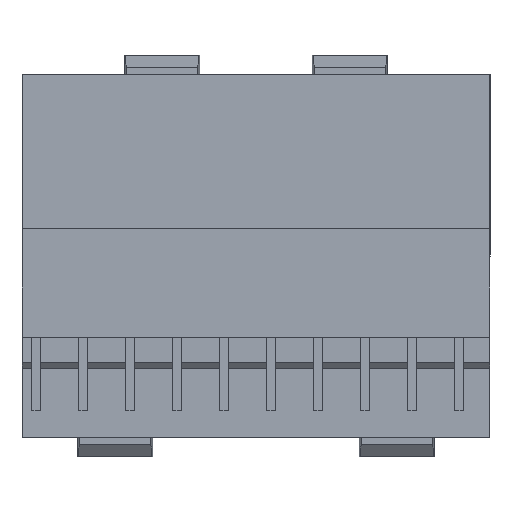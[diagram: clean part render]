
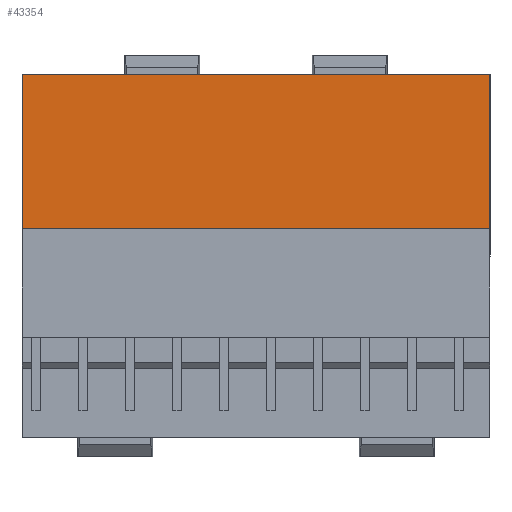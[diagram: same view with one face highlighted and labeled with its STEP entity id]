
A CAD part, left-side view. The second image highlights one B-rep face of the part: STEP entity #43354.
In plain terms, the highlighted planar face has unit normal (-1, 0, 0).
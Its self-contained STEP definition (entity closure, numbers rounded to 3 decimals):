
#41552=CARTESIAN_POINT('',(-9.765,12.45,7.45));
#41553=VERTEX_POINT('',#41552);
#41570=CARTESIAN_POINT('',(-9.765,-12.45,7.45));
#41571=VERTEX_POINT('',#41570);
#41578=CARTESIAN_POINT('',(-9.765,-12.45,7.45));
#41579=DIRECTION('',(0.0,1.0,0.0));
#41580=VECTOR('',#41579,24.9);
#41581=LINE('',#41578,#41580);
#41582=EDGE_CURVE('',#41571,#41553,#41581,.T.);
#43247=CARTESIAN_POINT('',(-9.765,12.45,15.67));
#43248=VERTEX_POINT('',#43247);
#43255=CARTESIAN_POINT('',(-9.765,-12.45,15.67));
#43256=VERTEX_POINT('',#43255);
#43257=CARTESIAN_POINT('',(-9.765,-12.45,15.67));
#43258=DIRECTION('',(0.0,1.0,0.0));
#43259=VECTOR('',#43258,24.9);
#43260=LINE('',#43257,#43259);
#43261=EDGE_CURVE('',#43256,#43248,#43260,.T.);
#43333=CARTESIAN_POINT('',(-9.765,-12.45,15.67));
#43334=DIRECTION('',(-1.0,0.0,0.0));
#43335=DIRECTION('',(0.0,0.0,1.0));
#43336=AXIS2_PLACEMENT_3D('',#43333,#43334,#43335);
#43337=PLANE('',#43336);
#43338=CARTESIAN_POINT('',(-9.765,12.45,15.67));
#43339=DIRECTION('',(0.0,0.0,-1.0));
#43340=VECTOR('',#43339,8.22);
#43341=LINE('',#43338,#43340);
#43342=EDGE_CURVE('',#43248,#41553,#43341,.T.);
#43343=ORIENTED_EDGE('',*,*,#43342,.T.);
#43344=ORIENTED_EDGE('',*,*,#41582,.F.);
#43345=CARTESIAN_POINT('',(-9.765,-12.45,15.67));
#43346=DIRECTION('',(0.0,0.0,-1.0));
#43347=VECTOR('',#43346,8.22);
#43348=LINE('',#43345,#43347);
#43349=EDGE_CURVE('',#43256,#41571,#43348,.T.);
#43350=ORIENTED_EDGE('',*,*,#43349,.F.);
#43351=ORIENTED_EDGE('',*,*,#43261,.T.);
#43352=EDGE_LOOP('',(#43343,#43344,#43350,#43351));
#43353=FACE_OUTER_BOUND('',#43352,.T.);
#43354=ADVANCED_FACE('',(#43353),#43337,.T.);
